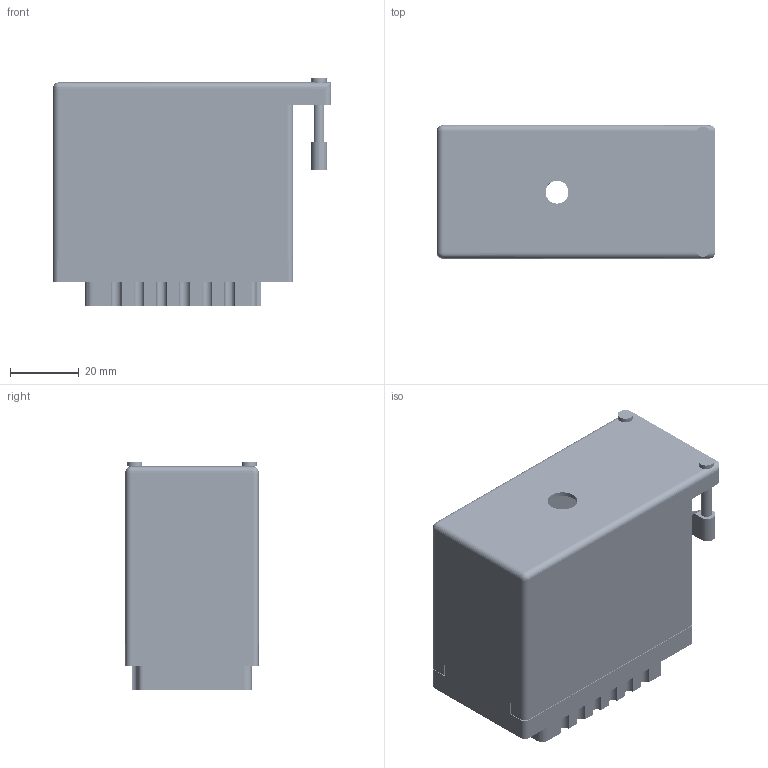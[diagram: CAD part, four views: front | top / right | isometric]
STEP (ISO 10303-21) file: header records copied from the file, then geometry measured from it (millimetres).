
FILE_DESCRIPTION (( 'STEP AP203' ), '1' );
FILE_NAME ('516-120-542-450.STEP', '2020-03-07T04:29:34', ( '' ), ( '' ), 'SwSTEP 2.0', 'SolidWorks 2016', '' );
FILE_SCHEMA (( 'CONFIG_CONTROL_DESIGN' ));
Length unit declared in the file: inch
Products named in the file (4): 516-292-001_542 Contact; 516 Part Receptacle_120; 516-120-542-450; 516-230-001_Metal - 120 Side Entry
Assembly tree (122 placements, depth 2):
  516-120-542-450
    516 Part Receptacle_120
    516-292-001_542 Contact  x120
    516-230-001_Metal - 120 Side Entry
Bounding box: 81.03 x 38.86 x 66.32 mm (x, y, z)
Volume: 48684.4 mm3; surface area: 92027.8 mm2
Topology: 122 solids, 122 shells, 11191 faces, 32542 edges, 21608 vertices
Faces by surface type: plane 6865, cylinder 3602, bspline 720, cone 2, sphere 2
Entity records: 92859 total; most frequent: CARTESIAN_POINT 16045, ORIENTED_EDGE 15576, DIRECTION 15196, EDGE_CURVE 7788, VECTOR 5784, LINE 5784, VERTEX_POINT 5186, AXIS2_PLACEMENT_3D 4706
